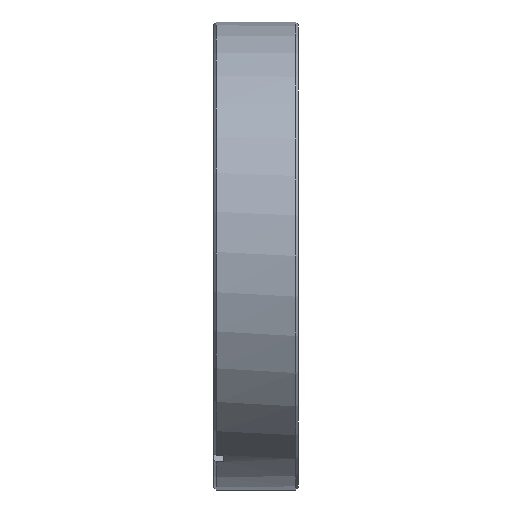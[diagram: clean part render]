
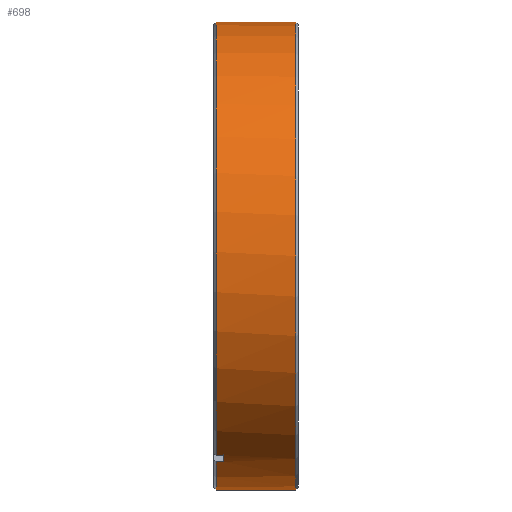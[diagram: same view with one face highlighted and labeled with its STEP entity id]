
A CAD part, left-side view. The second image highlights one B-rep face of the part: STEP entity #698.
In plain terms, the highlighted cylindrical face has radius 35 mm (diameter 70 mm), a partial arc.
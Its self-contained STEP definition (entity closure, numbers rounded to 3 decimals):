
#70 = EDGE_LOOP ( 'NONE', ( #844, #399, #891, #1623, #1533, #1971, #1007, #1685 ) ) ;
#72 = CYLINDRICAL_SURFACE ( 'NONE', #816, 35. ) ;
#96 = FACE_OUTER_BOUND ( 'NONE', #70, .T. ) ;
#184 = VECTOR ( 'NONE', #1176, 1000. ) ;
#229 = VERTEX_POINT ( 'NONE', #1981 ) ;
#240 = VECTOR ( 'NONE', #1128, 1000. ) ;
#258 = VERTEX_POINT ( 'NONE', #1985 ) ;
#321 = CARTESIAN_POINT ( 'NONE',  ( -18.359, 31.392, -29.799 ) ) ;
#389 = VERTEX_POINT ( 'NONE', #1873 ) ;
#395 = VERTEX_POINT ( 'NONE', #1625 ) ;
#397 = DIRECTION ( 'NONE',  ( 0., 1., 0. ) ) ;
#399 = ORIENTED_EDGE ( 'NONE', *, *, #1502, .T. ) ;
#526 = DIRECTION ( 'NONE',  ( 0., -1., 0. ) ) ;
#544 = DIRECTION ( 'NONE',  ( 0., 0., 1. ) ) ;
#548 = CARTESIAN_POINT ( 'NONE',  ( 0., 12.3, 0. ) ) ;
#587 = DIRECTION ( 'NONE',  ( 0., 1., 0. ) ) ;
#645 = AXIS2_PLACEMENT_3D ( 'NONE', #1553, #654, #1399 ) ;
#648 = AXIS2_PLACEMENT_3D ( 'NONE', #1808, #1381, #667 ) ;
#652 = AXIS2_PLACEMENT_3D ( 'NONE', #1424, #397, #1419 ) ;
#654 = DIRECTION ( 'NONE',  ( 0., 1., 0. ) ) ;
#667 = DIRECTION ( 'NONE',  ( 0., 0., 1. ) ) ;
#698 = ADVANCED_FACE ( 'NONE', ( #96 ), #72, .T. ) ;
#722 = AXIS2_PLACEMENT_3D ( 'NONE', #548, #526, #544 ) ;
#782 = DIRECTION ( 'NONE',  ( 0., -1., 0. ) ) ;
#816 = AXIS2_PLACEMENT_3D ( 'NONE', #2026, #2013, #2034 ) ;
#844 = ORIENTED_EDGE ( 'NONE', *, *, #972, .F. ) ;
#891 = ORIENTED_EDGE ( 'NONE', *, *, #975, .T. ) ;
#916 = VERTEX_POINT ( 'NONE', #1478 ) ;
#972 = EDGE_CURVE ( 'NONE', #1642, #916, #1099, .T. ) ;
#975 = EDGE_CURVE ( 'NONE', #389, #229, #998, .T. ) ;
#998 = LINE ( 'NONE', #1138, #184 ) ;
#1007 = ORIENTED_EDGE ( 'NONE', *, *, #1513, .F. ) ;
#1057 = EDGE_CURVE ( 'NONE', #1124, #916, #1203, .T. ) ;
#1099 = LINE ( 'NONE', #1167, #240 ) ;
#1124 = VERTEX_POINT ( 'NONE', #1714 ) ;
#1128 = DIRECTION ( 'NONE',  ( 0., 1., 0. ) ) ;
#1138 = CARTESIAN_POINT ( 'NONE',  ( 0., 31.392, 35. ) ) ;
#1153 = LINE ( 'NONE', #1461, #1265 ) ;
#1167 = CARTESIAN_POINT ( 'NONE',  ( 0., 31.392, -35. ) ) ;
#1173 = LINE ( 'NONE', #321, #1264 ) ;
#1176 = DIRECTION ( 'NONE',  ( 0., 1., 0. ) ) ;
#1191 = CARTESIAN_POINT ( 'NONE',  ( -16.627, 11.2, -30.799 ) ) ;
#1203 = CIRCLE ( 'NONE', #722, 35. ) ;
#1264 = VECTOR ( 'NONE', #587, 1000. ) ;
#1265 = VECTOR ( 'NONE', #782, 1000. ) ;
#1278 = CIRCLE ( 'NONE', #645, 35. ) ;
#1381 = DIRECTION ( 'NONE',  ( 0., -1., 0. ) ) ;
#1398 = CIRCLE ( 'NONE', #648, 35. ) ;
#1399 = DIRECTION ( 'NONE',  ( 0., 0., -1. ) ) ;
#1419 = DIRECTION ( 'NONE',  ( 0., 0., -1. ) ) ;
#1424 = CARTESIAN_POINT ( 'NONE',  ( 0., 0.4, 0. ) ) ;
#1461 = CARTESIAN_POINT ( 'NONE',  ( -16.627, 31.392, -30.799 ) ) ;
#1478 = CARTESIAN_POINT ( 'NONE',  ( 0., 12.3, -35. ) ) ;
#1502 = EDGE_CURVE ( 'NONE', #1642, #389, #2084, .T. ) ;
#1503 = EDGE_CURVE ( 'NONE', #229, #258, #1398, .T. ) ;
#1508 = EDGE_CURVE ( 'NONE', #395, #258, #1173, .T. ) ;
#1509 = EDGE_CURVE ( 'NONE', #1827, #395, #1278, .T. ) ;
#1513 = EDGE_CURVE ( 'NONE', #1124, #1827, #1153, .T. ) ;
#1533 = ORIENTED_EDGE ( 'NONE', *, *, #1508, .F. ) ;
#1553 = CARTESIAN_POINT ( 'NONE',  ( 0., 11.2, 0. ) ) ;
#1623 = ORIENTED_EDGE ( 'NONE', *, *, #1503, .T. ) ;
#1625 = CARTESIAN_POINT ( 'NONE',  ( -18.359, 11.2, -29.799 ) ) ;
#1642 = VERTEX_POINT ( 'NONE', #1974 ) ;
#1685 = ORIENTED_EDGE ( 'NONE', *, *, #1057, .T. ) ;
#1714 = CARTESIAN_POINT ( 'NONE',  ( -16.627, 12.3, -30.799 ) ) ;
#1808 = CARTESIAN_POINT ( 'NONE',  ( 0., 12.3, 0. ) ) ;
#1827 = VERTEX_POINT ( 'NONE', #1191 ) ;
#1873 = CARTESIAN_POINT ( 'NONE',  ( 0., 0.4, 35. ) ) ;
#1971 = ORIENTED_EDGE ( 'NONE', *, *, #1509, .F. ) ;
#1974 = CARTESIAN_POINT ( 'NONE',  ( 0., 0.4, -35. ) ) ;
#1981 = CARTESIAN_POINT ( 'NONE',  ( 0., 12.3, 35. ) ) ;
#1985 = CARTESIAN_POINT ( 'NONE',  ( -18.359, 12.3, -29.799 ) ) ;
#2013 = DIRECTION ( 'NONE',  ( 0., 1., 0. ) ) ;
#2026 = CARTESIAN_POINT ( 'NONE',  ( 0., 31.392, 0. ) ) ;
#2034 = DIRECTION ( 'NONE',  ( 0., 0., 1. ) ) ;
#2084 = CIRCLE ( 'NONE', #652, 35. ) ;
